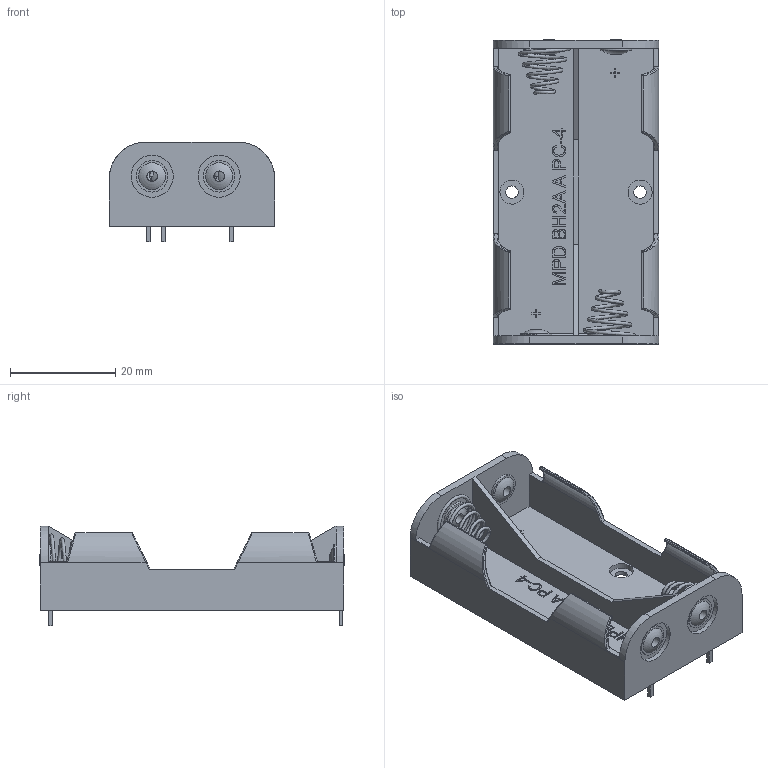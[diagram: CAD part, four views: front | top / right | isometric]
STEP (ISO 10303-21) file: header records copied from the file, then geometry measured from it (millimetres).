
FILE_DESCRIPTION((''),'1');
FILE_NAME('AABattery Holder.stp', '2015-01-10T06:19:27',('keycreator'), (''), 'KCM Version 1.1.1028.0', 'Kubotek KeyCreator', '');
FILE_SCHEMA(('AUTOMOTIVE_DESIGN'));
Length unit declared in the file: millimetre
Bounding box: 31.5 x 57.98 x 19 mm (x, y, z)
Volume: 5944 mm3; surface area: 9313.8 mm2
Topology: 1 solids, 1 shells, 398 faces, 1032 edges, 674 vertices
Faces by surface type: plane 237, bspline 77, cylinder 60, sphere 16, torus 8
Full cylindrical faces by diameter (mm): 2 x5, 2.36 x2, 4.57 x2, 6 x8, 8 x4
Entity records: 23357 total; most frequent: CARTESIAN_POINT 13372, ORIENTED_EDGE 2064, DIRECTION 1655, EDGE_CURVE 1032, VERTEX_POINT 674, VECTOR 651, LINE 651, AXIS2_PLACEMENT_3D 502
